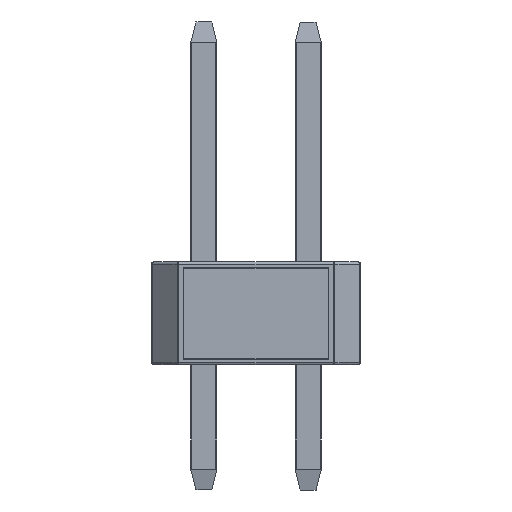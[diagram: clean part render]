
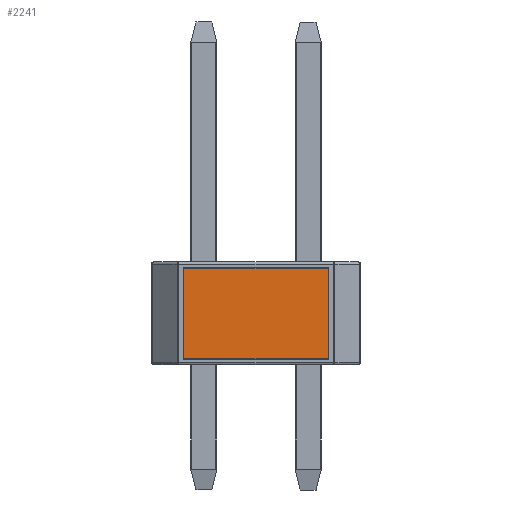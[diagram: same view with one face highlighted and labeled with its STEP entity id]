
A CAD part, left-side view. The second image highlights one B-rep face of the part: STEP entity #2241.
In plain terms, the highlighted planar face has unit normal (-1, 0, 0).
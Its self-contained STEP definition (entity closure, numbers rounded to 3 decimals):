
#290=FACE_OUTER_BOUND('',#416,.T.);
#416=EDGE_LOOP('',(#1818,#1819,#1820,#1821));
#555=LINE('',#3463,#771);
#556=LINE('',#3468,#772);
#559=LINE('',#3476,#775);
#561=LINE('',#3479,#777);
#771=VECTOR('',#2780,10.);
#772=VECTOR('',#2785,10.);
#775=VECTOR('',#2794,10.);
#777=VECTOR('',#2798,10.);
#968=VERTEX_POINT('',#3460);
#969=VERTEX_POINT('',#3462);
#970=VERTEX_POINT('',#3466);
#971=VERTEX_POINT('',#3467);
#1184=EDGE_CURVE('',#969,#968,#555,.T.);
#1186=EDGE_CURVE('',#970,#971,#556,.T.);
#1191=EDGE_CURVE('',#968,#970,#559,.T.);
#1193=EDGE_CURVE('',#971,#969,#561,.T.);
#1818=ORIENTED_EDGE('',*,*,#1191,.T.);
#1819=ORIENTED_EDGE('',*,*,#1186,.T.);
#1820=ORIENTED_EDGE('',*,*,#1193,.T.);
#1821=ORIENTED_EDGE('',*,*,#1184,.T.);
#2004=PLANE('',#2487);
#2241=ADVANCED_FACE('',(#290),#2004,.T.);
#2487=AXIS2_PLACEMENT_3D('',#3677,#3049,#3050);
#2780=DIRECTION('',(0.,1.,0.));
#2785=DIRECTION('',(0.,-1.,0.));
#2794=DIRECTION('',(0.,0.,-1.));
#2798=DIRECTION('',(0.,0.,1.));
#3049=DIRECTION('center_axis',(-1.,0.,0.));
#3050=DIRECTION('ref_axis',(0.,0.,1.));
#3460=CARTESIAN_POINT('',(-1.27,3.023,2.35));
#3462=CARTESIAN_POINT('',(-1.27,-0.488,2.35));
#3463=CARTESIAN_POINT('',(-1.27,3.023,2.35));
#3466=CARTESIAN_POINT('',(-1.27,3.023,0.15));
#3467=CARTESIAN_POINT('',(-1.27,-0.488,0.15));
#3468=CARTESIAN_POINT('',(-1.27,-0.488,0.15));
#3476=CARTESIAN_POINT('',(-1.27,3.023,0.15));
#3479=CARTESIAN_POINT('',(-1.27,-0.488,2.35));
#3677=CARTESIAN_POINT('Origin',(-1.27,1.268,1.25));
